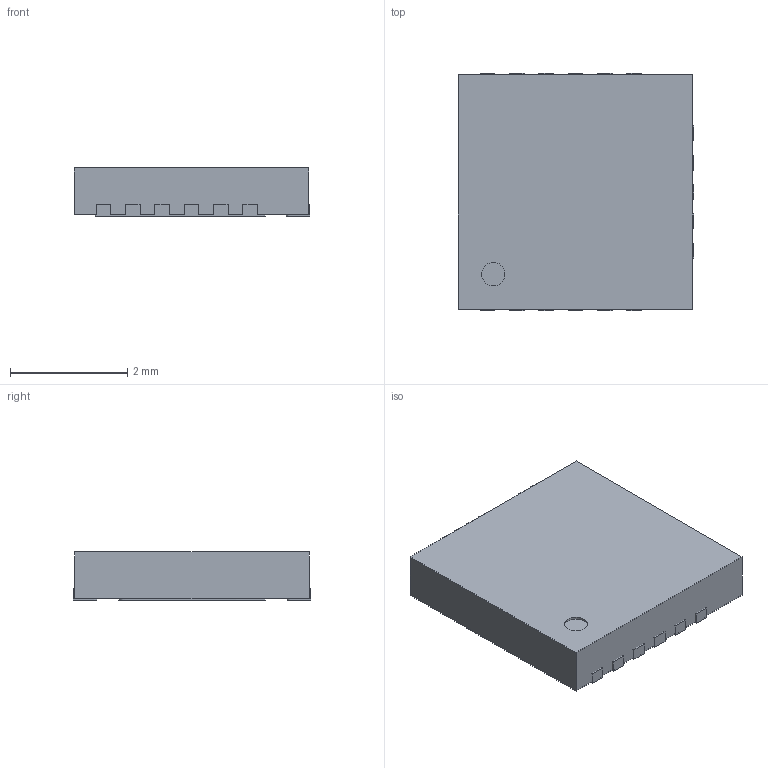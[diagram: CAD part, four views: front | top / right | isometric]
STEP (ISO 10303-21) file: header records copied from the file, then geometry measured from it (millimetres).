
FILE_DESCRIPTION (( 'STEP AP214' ), '1' );
FILE_NAME ('User Library-V-QFN4040-17.STEP', '2024-04-16T16:45:36', ( '' ), ( '' ), 'SwSTEP 2.0', 'SolidWorks 2022', '' );
FILE_SCHEMA (( 'AUTOMOTIVE_DESIGN' ));
Length unit declared in the file: millimetre
Products named in the file (8): Cut.STEP; Fillet001.STEP; Row3.STEP; Row2.STEP; Chamfer.STEP; Row1.STEP; V-QFN4040-17.STEP; User Library-V-QFN4040-17
Assembly tree (11 placements, depth 4):
  User Library-V-QFN4040-17
    V-QFN4040-17.STEP
      Row2.STEP
        Fillet001.STEP  x5
      Chamfer.STEP
      Row3.STEP
      Row1.STEP
      Cut.STEP
Bounding box: 4.02 x 4.04 x 0.82 mm (x, y, z)
Surface area: 69.4 mm2
Topology: 15 solids, 15 shells, 179 faces, 412 edges, 264 vertices
Faces by surface type: plane 148, cylinder 31
Entity records: 4513 total; most frequent: DIRECTION 728, CARTESIAN_POINT 719, ORIENTED_EDGE 680, EDGE_CURVE 340, VECTOR 278, LINE 278, AXIS2_PLACEMENT_3D 225, VERTEX_POINT 216
